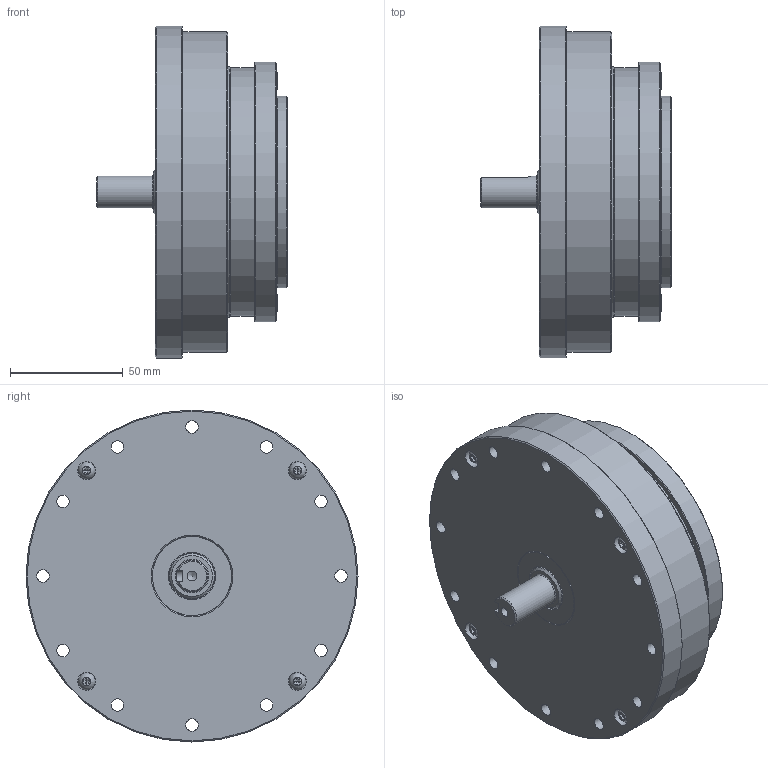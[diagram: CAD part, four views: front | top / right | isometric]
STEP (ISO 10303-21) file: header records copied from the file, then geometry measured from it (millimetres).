
FILE_DESCRIPTION(/* description */ ('STEP AP242','CAx-IF Rec.Pracs.---Representation and Presentation of Product Manufacturing Information (PMI)---4.0---2014-10-13','CAx-IF Rec.Pracs.---3D Tessellated Geometry---0.4---2014-09-14','2;1'),/* implementation_level */ '2;1');
FILE_NAME(/* name */ '688776867ce0f65ce4fee5b9',/* time_stamp */ '2025-07-28T13:09:27Z',/* author */ (''),/* organization */ (''),/* preprocessor_version */ 'ST-DEVELOPER v20',/* originating_system */ 'ONSHAPE BY PTC INC, 1.201',/* authorisation */ ' ');
FILE_SCHEMA (('AP242_MANAGED_MODEL_BASED_3D_ENGINEERING_MIM_LF { 1 0 10303 442 1 1 4 }'));
Length unit declared in the file: metre
Products named in the file (28): HS-32-IV; ????-STXB-32080-01; ????35??20?7; deep groove ball bearings gb_Rolling bearings 61902 GB 276-94; hexagon socket head cap screws gb_GB_FASTENER_SCREWS_HSHCS M3X10-N; circlips for shaft--type a large gb_GB_CONNECTING_PIECE_RING_RRA 20; hexagon socket button head screws gb_GB_SOCKET_TYPE7 M4X16-N; circlips for holes--type a gb_GB_CONNECTING_PIECE_RING_RRH 42; hexagon socket head cap screws gb_GB_FASTENER_SCREWS_HSHCS M4X12-C; deep groove ball bearings gb_Rolling bearings 6004 GB 276-94; hexagon socket head cap screws gb_GB_FASTENER_SCREWS_HSHCS M5X25-N; ??-1; 32-?; ??-2; 32-IV???? <1>; 32????; ??-STXB-32-120-CV0; ????-STRU-32-142-234X?142-V1 <1>; ????-??-?8; ??????-32-142-V0; ??????-32-142-??-V0; o-rings series a gb_GB-T 3452.1 118x1.8-A; ????-??-STRU-32-142-?234-V1; hexagon socket head cap screws gb_GB_FASTENER_SCREWS_HSHCS M3X12-C; ????-??-STRU-32-142-?234; 32??; ????-??-STRU-32-142
Assembly tree (108 placements, depth 3):
  HS-32-IV
    ????-STXB-32080-01
    ????35??20?7
    deep groove ball bearings gb_Rolling bearings 61902 GB 276-94
    hexagon socket head cap screws gb_GB_FASTENER_SCREWS_HSHCS M3X10-N  x4
    ????-STXB-32080-01
    circlips for shaft--type a large gb_GB_CONNECTING_PIECE_RING_RRA 20
    hexagon socket button head screws gb_GB_SOCKET_TYPE7 M4X16-N  x4
    circlips for holes--type a gb_GB_CONNECTING_PIECE_RING_RRH 42
    hexagon socket head cap screws gb_GB_FASTENER_SCREWS_HSHCS M4X12-C  x4
    deep groove ball bearings gb_Rolling bearings 6004 GB 276-94
    hexagon socket head cap screws gb_GB_FASTENER_SCREWS_HSHCS M5X25-N  x4
    ??-1
    32-?
    ??-2
    32-IV???? <1>
      32????
      ??-STXB-32-120-CV0
    ????-STRU-32-142-234X?142-V1 <1>
      ????-??-?8  x36
      ??????-32-142-V0  x18
      ??????-32-142-??-V0  x18
      o-rings series a gb_GB-T 3452.1 118x1.8-A
      ????-??-STRU-32-142-?234-V1
      hexagon socket head cap screws gb_GB_FASTENER_SCREWS_HSHCS M3X12-C
      ????-??-STRU-32-142-?234
      32??
      ????-??-STRU-32-142
Bounding box: 84.5 x 147 x 147 mm (x, y, z)
Volume: 531674.3 mm3; surface area: 290965.9 mm2
Topology: 106 solids, 106 shells, 1455 faces, 3559 edges, 2334 vertices
Faces by surface type: plane 734, cylinder 372, cone 200, torus 105, sphere 39, bspline 5
Full cylindrical faces by diameter (mm): 2 x2, 2.5 x5, 3 x7, 3.3 x12, 3.4 x1, 3.5 x4, 4 x8, 4.2 x17, 4.5 x16, 5 x4, 5.5 x73, 6 x1, 7 x4, 8 x48, 8.5 x4, 14 x1, 15 x2, 17 x1, 19 x1, 19.333 x2, 20 x4, 21 x1, 23.667 x2, 24 x1, 26 x1, 27.333 x2, 28 x2, 29 x1, 34.667 x2, 35 x2
Entity records: 24343 total; most frequent: CARTESIAN_POINT 5775, DIRECTION 3987, ORIENTED_EDGE 2904, AXIS2_PLACEMENT_3D 1872, EDGE_CURVE 1452, FACE_BOUND 1415, EDGE_LOOP 1376, VERTEX_POINT 1221
